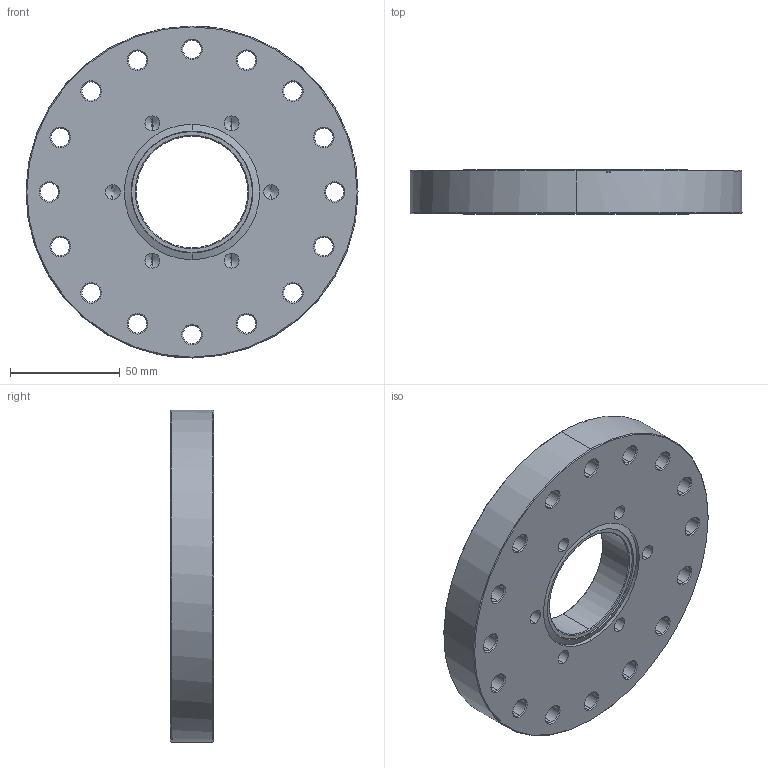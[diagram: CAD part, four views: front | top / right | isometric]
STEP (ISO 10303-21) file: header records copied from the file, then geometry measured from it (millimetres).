
FILE_DESCRIPTION (( 'STEP AP214' ), '1' );
FILE_NAME ('Hositrad_CFA100-50D.STEP', '2017-09-01T15:00:33', ( 'Gebruiker' ), ( '' ), 'SwSTEP 2.0', 'SolidWorks 2017', '' );
FILE_SCHEMA (( 'AUTOMOTIVE_DESIGN' ));
Length unit declared in the file: millimetre
Products named in the file (1): Hositrad_CFA100-50D
Bounding box: 151.6 x 19.9 x 151.6 mm (x, y, z)
Volume: 284726.8 mm3; surface area: 53793.8 mm2
Topology: 1 solids, 1 shells, 156 faces, 368 edges, 209 vertices
Faces by surface type: cone 93, cylinder 52, plane 11
Entity records: 4941 total; most frequent: DIRECTION 859, CARTESIAN_POINT 734, ORIENTED_EDGE 712, EDGE_CURVE 356, AXIS2_PLACEMENT_3D 350, VERTEX_POINT 209, EDGE_LOOP 197, CIRCLE 193
